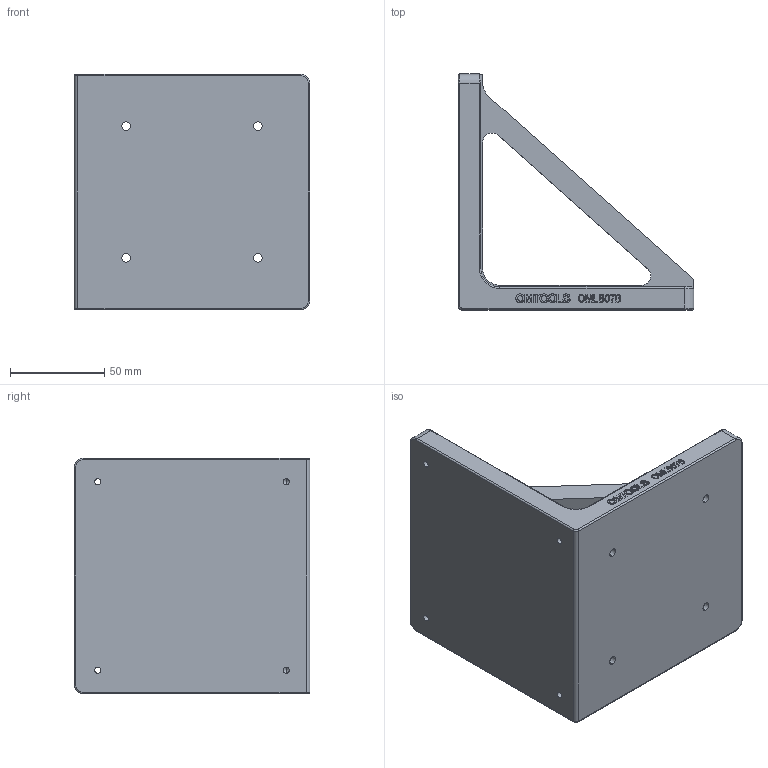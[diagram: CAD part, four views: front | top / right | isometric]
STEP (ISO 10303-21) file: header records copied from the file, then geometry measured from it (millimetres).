
FILE_DESCRIPTION (( 'STEP AP203' ), '1' );
FILE_NAME ('OMLB炵蹈眻褒蛌諉啣 OMLB07B.STEP', '2021-05-20T08:48:21', ( 'Microsoft' ), ( 'Microsoft' ), 'SwSTEP 2.0', 'SolidWorks 2018', '' );
FILE_SCHEMA (( 'CONFIG_CONTROL_DESIGN' ));
Length unit declared in the file: millimetre
Products named in the file (2): OMLB07B-01 OMSC-125-80-L蟀諉啣7; OMLB炵蹈眻褒蛌諉啣 OMLB07B
Assembly tree (1 placements, depth 2):
  OMLB炵蹈眻褒蛌諉啣 OMLB07B
    OMLB07B-01 OMSC-125-80-L蟀諉啣7
Bounding box: 125 x 125 x 125 mm (x, y, z)
Volume: 456748.9 mm3; surface area: 83593.2 mm2
Topology: 1 solids, 1 shells, 244 faces, 623 edges, 404 vertices
Faces by surface type: plane 122, bspline 54, cylinder 52, torus 12, cone 4
Entity records: 11709 total; most frequent: CARTESIAN_POINT 5867, ORIENTED_EDGE 1238, DIRECTION 1013, EDGE_CURVE 619, VERTEX_POINT 404, VECTOR 393, LINE 393, AXIS2_PLACEMENT_3D 310
